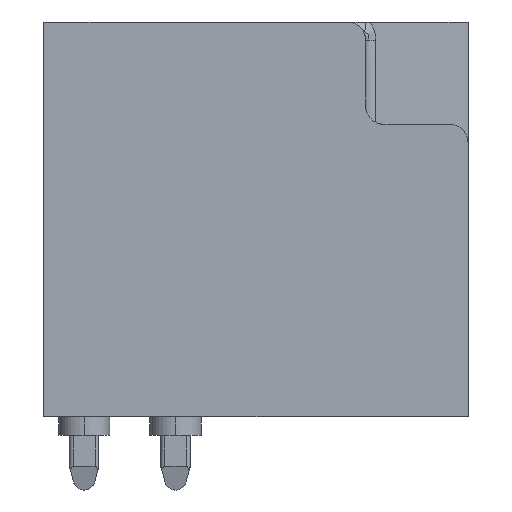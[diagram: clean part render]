
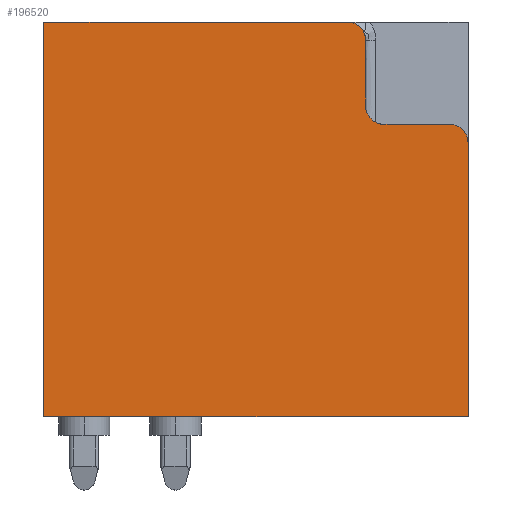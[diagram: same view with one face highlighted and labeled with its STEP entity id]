
A CAD part, left-side view. The second image highlights one B-rep face of the part: STEP entity #196520.
In plain terms, the highlighted face is planar.
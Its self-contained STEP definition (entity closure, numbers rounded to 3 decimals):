
#157750=CARTESIAN_POINT('',(-62.251,-9.667,
2.925));
#157760=VERTEX_POINT('',#157750);
#157790=CARTESIAN_POINT('',(-62.751,-9.667,
2.925));
#157800=DIRECTION('',(0.,0.,1.));
#157810=DIRECTION('',(1.,0.,0.));
#157820=AXIS2_PLACEMENT_3D('',#157790,#157800,#157810);
#157830=CIRCLE('',#157820,0.5);
#157840=CARTESIAN_POINT('',(-62.751,-9.167,
2.925));
#157850=VERTEX_POINT('',#157840);
#157860=EDGE_CURVE('',#157760,#157850,#157830,.T.);
#195800=CARTESIAN_POINT('',(-68.051,-16.417,
2.925));
#195810=DIRECTION('',(0.,0.,1.));
#195820=DIRECTION('',(0.,-1.,0.));
#195830=AXIS2_PLACEMENT_3D('',#195800,#195810,#195820);
#195840=PLANE('',#195830);
#195850=CARTESIAN_POINT('',(-64.551,-8.667,
2.925));
#195860=DIRECTION('',(0.,0.,-1.));
#195870=DIRECTION('',(0.,1.,0.));
#195880=AXIS2_PLACEMENT_3D('',#195850,#195860,#195870);
#195890=CIRCLE('',#195880,0.5);
#195900=CARTESIAN_POINT('',(-64.551,-9.167,
2.925));
#195910=VERTEX_POINT('',#195900);
#195920=CARTESIAN_POINT('',(-65.051,-8.667,
2.925));
#195930=VERTEX_POINT('',#195920);
#195940=EDGE_CURVE('',#195910,#195930,#195890,.T.);
#195950=ORIENTED_EDGE('',*,*,#195940,.T.);
#195960=CARTESIAN_POINT('',(-53.334,-9.167,
2.925));
#195970=DIRECTION('',(1.,0.,0.));
#195980=VECTOR('',#195970,1.);
#195990=LINE('',#195960,#195980);
#196000=EDGE_CURVE('',#195910,#157850,#195990,.T.);
#196010=ORIENTED_EDGE('',*,*,#196000,.F.);
#196020=ORIENTED_EDGE('',*,*,#157860,.T.);
#196030=CARTESIAN_POINT('',(-62.251,-84.269,
2.925));
#196040=DIRECTION('',(0.,1.,0.));
#196050=VECTOR('',#196040,1.);
#196060=LINE('',#196030,#196050);
#196070=CARTESIAN_POINT('',(-62.251,-17.167,
2.925));
#196080=VERTEX_POINT('',#196070);
#196090=EDGE_CURVE('',#196080,#157760,#196060,.T.);
#196100=ORIENTED_EDGE('',*,*,#196090,.T.);
#196110=CARTESIAN_POINT('',(0.,-17.167,
2.925));
#196120=DIRECTION('',(-1.,0.,0.));
#196130=VECTOR('',#196120,1.);
#196140=LINE('',#196110,#196130);
#196150=CARTESIAN_POINT('',(-73.851,-17.167,
2.925));
#196160=VERTEX_POINT('',#196150);
#196170=EDGE_CURVE('',#196080,#196160,#196140,.T.);
#196180=ORIENTED_EDGE('',*,*,#196170,.F.);
#196190=CARTESIAN_POINT('',(-73.851,-84.269,
2.925));
#196200=DIRECTION('',(0.,-1.,0.));
#196210=VECTOR('',#196200,1.);
#196220=LINE('',#196190,#196210);
#196230=CARTESIAN_POINT('',(-73.851,-6.367,
2.925));
#196240=VERTEX_POINT('',#196230);
#196250=EDGE_CURVE('',#196240,#196160,#196220,.T.);
#196260=ORIENTED_EDGE('',*,*,#196250,.T.);
#196270=CARTESIAN_POINT('',(-53.334,-6.367,
2.925));
#196280=DIRECTION('',(1.,0.,0.));
#196290=VECTOR('',#196280,1.);
#196300=LINE('',#196270,#196290);
#196310=CARTESIAN_POINT('',(-65.551,-6.367,
2.925));
#196320=VERTEX_POINT('',#196310);
#196330=EDGE_CURVE('',#196240,#196320,#196300,.T.);
#196340=ORIENTED_EDGE('',*,*,#196330,.F.);
#196350=CARTESIAN_POINT('',(-65.551,-6.867,
2.925));
#196360=DIRECTION('',(0.,0.,1.));
#196370=DIRECTION('',(0.,-1.,0.));
#196380=AXIS2_PLACEMENT_3D('',#196350,#196360,#196370);
#196390=CIRCLE('',#196380,0.5);
#196400=CARTESIAN_POINT('',(-65.051,-6.867,
2.925));
#196410=VERTEX_POINT('',#196400);
#196420=EDGE_CURVE('',#196410,#196320,#196390,.T.);
#196430=ORIENTED_EDGE('',*,*,#196420,.T.);
#196440=CARTESIAN_POINT('',(-65.051,-84.269,
2.925));
#196450=DIRECTION('',(0.,-1.,0.));
#196460=VECTOR('',#196450,1.);
#196470=LINE('',#196440,#196460);
#196480=EDGE_CURVE('',#196410,#195930,#196470,.T.);
#196490=ORIENTED_EDGE('',*,*,#196480,.F.);
#196500=EDGE_LOOP('',(#196490,#196430,#196340,#196260,#196180,#196100,
#196020,#196010,#195950));
#196510=FACE_OUTER_BOUND('',#196500,.T.);
#196520=ADVANCED_FACE('',(#196510),#195840,.T.);
